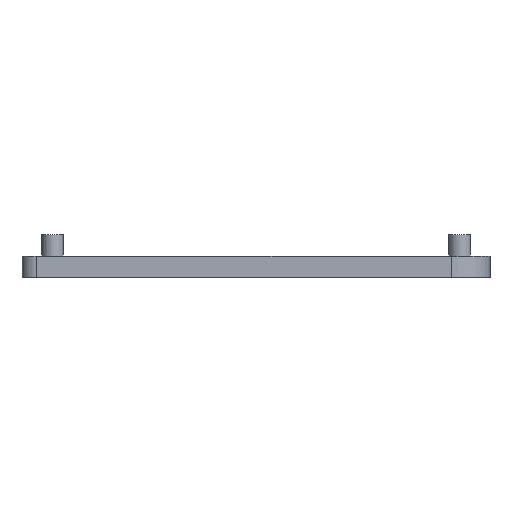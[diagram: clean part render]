
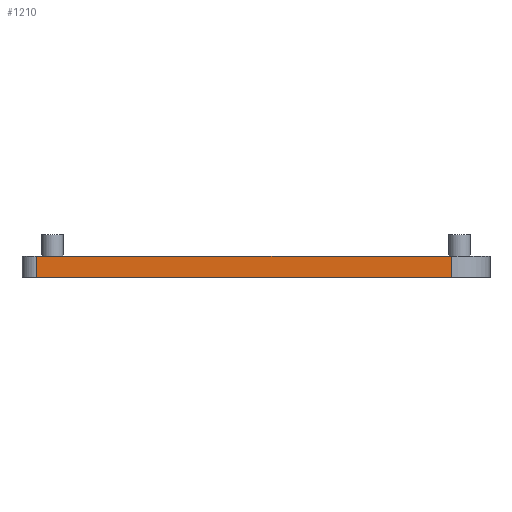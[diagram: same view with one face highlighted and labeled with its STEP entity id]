
A CAD part, front view. The second image highlights one B-rep face of the part: STEP entity #1210.
In plain terms, the highlighted planar face has unit normal (0, -1, 0).
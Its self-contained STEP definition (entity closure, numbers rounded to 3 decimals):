
#64=DIRECTION('',(1.,0.,0.));
#65=VECTOR('',#64,43.);
#66=CARTESIAN_POINT('',(-22.75,0.,0.));
#67=LINE('',#66,#65);
#222=DIRECTION('',(1.,0.,0.));
#223=VECTOR('',#222,43.);
#224=CARTESIAN_POINT('',(-22.75,0.,2.2));
#225=LINE('',#224,#223);
#449=DIRECTION('',(0.,0.,1.));
#450=VECTOR('',#449,2.2);
#451=CARTESIAN_POINT('',(20.25,0.,0.));
#452=LINE('',#451,#450);
#453=DIRECTION('',(0.,0.,1.));
#454=VECTOR('',#453,2.2);
#455=CARTESIAN_POINT('',(-22.75,0.,0.));
#456=LINE('',#455,#454);
#494=CARTESIAN_POINT('',(-22.75,0.,0.));
#496=VERTEX_POINT('',#494);
#497=CARTESIAN_POINT('',(20.25,0.,0.));
#498=VERTEX_POINT('',#497);
#534=CARTESIAN_POINT('',(-22.75,0.,2.2));
#536=VERTEX_POINT('',#534);
#537=CARTESIAN_POINT('',(20.25,0.,2.2));
#538=VERTEX_POINT('',#537);
#1198=CARTESIAN_POINT('',(-22.75,0.,0.));
#1199=DIRECTION('',(0.,-1.,0.));
#1200=DIRECTION('',(1.,0.,0.));
#1201=AXIS2_PLACEMENT_3D('',#1198,#1199,#1200);
#1202=PLANE('',#1201);
#1203=ORIENTED_EDGE('',*,*,#680,.F.);
#1205=ORIENTED_EDGE('',*,*,#1204,.T.);
#1206=ORIENTED_EDGE('',*,*,#778,.T.);
#1207=ORIENTED_EDGE('',*,*,#1191,.F.);
#1208=EDGE_LOOP('',(#1203,#1205,#1206,#1207));
#1209=FACE_OUTER_BOUND('',#1208,.F.);
#680=EDGE_CURVE('',#496,#498,#67,.T.);
#778=EDGE_CURVE('',#536,#538,#225,.T.);
#1191=EDGE_CURVE('',#498,#538,#452,.T.);
#1204=EDGE_CURVE('',#496,#536,#456,.T.);
#1210=ADVANCED_FACE('',(#1209),#1202,.T.);
